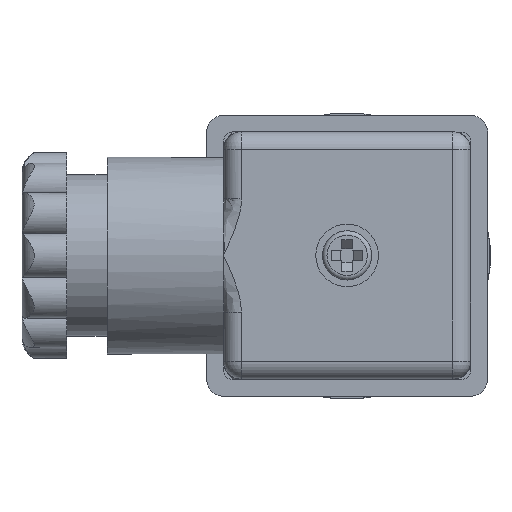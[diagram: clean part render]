
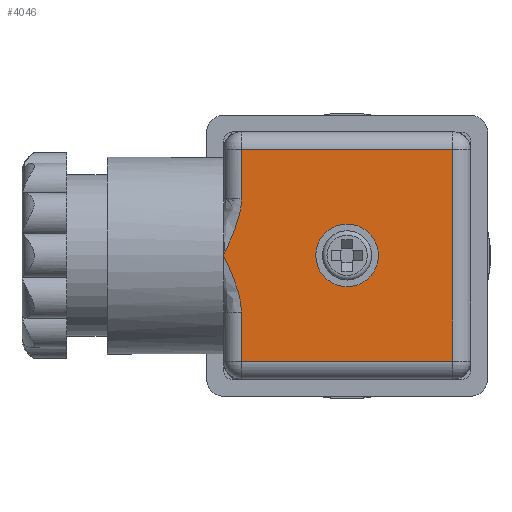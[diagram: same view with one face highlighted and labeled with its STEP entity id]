
A CAD part, top view. The second image highlights one B-rep face of the part: STEP entity #4046.
In plain terms, the highlighted planar face has unit normal (0, 0, 1).
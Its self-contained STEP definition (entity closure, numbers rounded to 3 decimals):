
#178 = EDGE_LOOP ( 'NONE', ( #8376, #8377, #8378, #8379, #8380, #8381, #8382 ) ) ;
#186 = EDGE_LOOP ( 'NONE', ( #8383 ) ) ;
#393 = EDGE_CURVE ( 'NONE', #676, #680, #9118, .T. ) ;
#408 = EDGE_CURVE ( 'NONE', #680, #666, #982, .T. ) ;
#421 = EDGE_CURVE ( 'NONE', #666, #697, #996, .T. ) ;
#423 = EDGE_CURVE ( 'NONE', #697, #660, #1000, .T. ) ;
#429 = EDGE_CURVE ( 'NONE', #660, #607, #995, .T. ) ;
#490 = VERTEX_POINT ( 'NONE', #1726 ) ;
#607 = VERTEX_POINT ( 'NONE', #1842 ) ;
#660 = VERTEX_POINT ( 'NONE', #1895 ) ;
#666 = VERTEX_POINT ( 'NONE', #1901 ) ;
#676 = VERTEX_POINT ( 'NONE', #1911 ) ;
#680 = VERTEX_POINT ( 'NONE', #1915 ) ;
#697 = VERTEX_POINT ( 'NONE', #1932 ) ;
#978 = VECTOR ( 'NONE', #9586, 1000. ) ;
#982 = LINE ( 'NONE', #9581, #978 ) ;
#995 = LINE ( 'NONE', #9666, #1004 ) ;
#996 = LINE ( 'NONE', #9642, #997 ) ;
#997 = VECTOR ( 'NONE', #9643, 1000. ) ;
#1000 = LINE ( 'NONE', #9646, #1001 ) ;
#1001 = VECTOR ( 'NONE', #9647, 1000. ) ;
#1004 = VECTOR ( 'NONE', #9667, 1000. ) ;
#1345 = FACE_BOUND ( 'NONE', #186, .T. ) ;
#1421 = FACE_OUTER_BOUND ( 'NONE', #178, .T. ) ;
#1726 = CARTESIAN_POINT ( 'NONE',  ( -13.8, 0., 76.1 ) ) ;
#1842 = CARTESIAN_POINT ( 'NONE',  ( -11.8, -6.325, 76.1 ) ) ;
#1895 = CARTESIAN_POINT ( 'NONE',  ( -11.8, -11.8, 76.1 ) ) ;
#1901 = CARTESIAN_POINT ( 'NONE',  ( 11.8, 11.8, 76.1 ) ) ;
#1911 = CARTESIAN_POINT ( 'NONE',  ( -11.8, 6.325, 76.1 ) ) ;
#1915 = CARTESIAN_POINT ( 'NONE',  ( -11.8, 11.8, 76.1 ) ) ;
#1932 = CARTESIAN_POINT ( 'NONE',  ( 11.8, -11.8, 76.1 ) ) ;
#3465 = CARTESIAN_POINT ( 'NONE',  ( 0., 0., 76.1 ) ) ;
#3471 = PLANE ( 'NONE',  #7650 ) ;
#3480 = DIRECTION ( 'NONE',  ( 0., 0., 1. ) ) ;
#3481 = DIRECTION ( 'NONE',  ( 0.707, 0.707, 0. ) ) ;
#3853 = B_SPLINE_CURVE_WITH_KNOTS ( 'NONE', 3,
 ( #4206, #4253, #4254, #4255, #4256, #4257, #4258, #4259 ),
 .UNSPECIFIED., .F., .F.,
 ( 4, 1, 1, 2, 4 ),
 ( 1.469, 1.736, 1.869, 2.135, 2.137 ),
 .UNSPECIFIED. ) ;
#3857 = B_SPLINE_CURVE_WITH_KNOTS ( 'NONE', 3,
 ( #4314, #4327, #4328, #4329, #4330, #4331, #4332, #4333, #4334, #4335, #4336, #4337 ),
 .UNSPECIFIED., .F., .F.,
 ( 4, 2, 1, 1, 1, 1, 1, 1, 4 ),
 ( -0.001, 0., 0.067, 0.133, 0.2, 0.266, 0.333, 0.4, 0.666 ),
 .UNSPECIFIED. ) ;
#4046 = ADVANCED_FACE ( 'NONE', ( #1421, #1345 ), #3471, .T. ) ;
#4206 = CARTESIAN_POINT ( 'NONE',  ( -11.8, -6.325, 76.1 ) ) ;
#4253 = CARTESIAN_POINT ( 'NONE',  ( -11.8, -5.436, 76.1 ) ) ;
#4254 = CARTESIAN_POINT ( 'NONE',  ( -12.082, -4.107, 76.1 ) ) ;
#4255 = CARTESIAN_POINT ( 'NONE',  ( -12.842, -2.029, 76.1 ) ) ;
#4256 = CARTESIAN_POINT ( 'NONE',  ( -13.416, -0.815, 76.1 ) ) ;
#4257 = CARTESIAN_POINT ( 'NONE',  ( -13.796, -0.008, 76.1 ) ) ;
#4258 = CARTESIAN_POINT ( 'NONE',  ( -13.798, -0.004, 76.1 ) ) ;
#4259 = CARTESIAN_POINT ( 'NONE',  ( -13.8, 0., 76.1 ) ) ;
#4314 = CARTESIAN_POINT ( 'NONE',  ( -13.8, 0., 76.1 ) ) ;
#4327 = CARTESIAN_POINT ( 'NONE',  ( -13.798, 0.004, 76.1 ) ) ;
#4328 = CARTESIAN_POINT ( 'NONE',  ( -13.796, 0.008, 76.1 ) ) ;
#4329 = CARTESIAN_POINT ( 'NONE',  ( -13.7, 0.213, 76.1 ) ) ;
#4330 = CARTESIAN_POINT ( 'NONE',  ( -13.51, 0.615, 76.1 ) ) ;
#4331 = CARTESIAN_POINT ( 'NONE',  ( -13.23, 1.221, 76.1 ) ) ;
#4332 = CARTESIAN_POINT ( 'NONE',  ( -12.958, 1.831, 76.1 ) ) ;
#4333 = CARTESIAN_POINT ( 'NONE',  ( -12.701, 2.446, 76.1 ) ) ;
#4334 = CARTESIAN_POINT ( 'NONE',  ( -12.462, 3.068, 76.1 ) ) ;
#4335 = CARTESIAN_POINT ( 'NONE',  ( -12.036, 4.327, 76.1 ) ) ;
#4336 = CARTESIAN_POINT ( 'NONE',  ( -11.8, 5.436, 76.1 ) ) ;
#4337 = CARTESIAN_POINT ( 'NONE',  ( -11.8, 6.325, 76.1 ) ) ;
#5024 = CIRCLE ( 'NONE', #7801, 3.5 ) ;
#6759 = CARTESIAN_POINT ( 'NONE',  ( 0., 0., 76.1 ) ) ;
#6765 = DIRECTION ( 'NONE',  ( 0., 0., -1. ) ) ;
#6766 = DIRECTION ( 'NONE',  ( 1., 0., 0. ) ) ;
#7008 = VERTEX_POINT ( 'NONE', #7009 ) ;
#7009 = CARTESIAN_POINT ( 'NONE',  ( 3.5, 0., 76.1 ) ) ;
#7073 = EDGE_CURVE ( 'NONE', #607, #490, #3853, .T. ) ;
#7078 = EDGE_CURVE ( 'NONE', #490, #676, #3857, .T. ) ;
#7236 = EDGE_CURVE ( 'NONE', #7008, #7008, #5024, .T. ) ;
#7650 = AXIS2_PLACEMENT_3D ( 'NONE', #3465, #3480, #3481 ) ;
#7801 = AXIS2_PLACEMENT_3D ( 'NONE', #6759, #6765, #6766 ) ;
#8376 = ORIENTED_EDGE ( 'NONE', *, *, #7073, .F. ) ;
#8377 = ORIENTED_EDGE ( 'NONE', *, *, #429, .F. ) ;
#8378 = ORIENTED_EDGE ( 'NONE', *, *, #423, .F. ) ;
#8379 = ORIENTED_EDGE ( 'NONE', *, *, #421, .F. ) ;
#8380 = ORIENTED_EDGE ( 'NONE', *, *, #408, .F. ) ;
#8381 = ORIENTED_EDGE ( 'NONE', *, *, #393, .F. ) ;
#8382 = ORIENTED_EDGE ( 'NONE', *, *, #7078, .F. ) ;
#8383 = ORIENTED_EDGE ( 'NONE', *, *, #7236, .T. ) ;
#9118 = LINE ( 'NONE', #9462, #9121 ) ;
#9121 = VECTOR ( 'NONE', #9463, 1000. ) ;
#9462 = CARTESIAN_POINT ( 'NONE',  ( -11.8, -6.9, 76.1 ) ) ;
#9463 = DIRECTION ( 'NONE',  ( 0., 1., 0. ) ) ;
#9581 = CARTESIAN_POINT ( 'NONE',  ( -6.9, 11.8, 76.1 ) ) ;
#9586 = DIRECTION ( 'NONE',  ( 1., 0., 0. ) ) ;
#9642 = CARTESIAN_POINT ( 'NONE',  ( 11.8, 6.9, 76.1 ) ) ;
#9643 = DIRECTION ( 'NONE',  ( 0., -1., 0. ) ) ;
#9646 = CARTESIAN_POINT ( 'NONE',  ( 6.9, -11.8, 76.1 ) ) ;
#9647 = DIRECTION ( 'NONE',  ( -1., 0., 0. ) ) ;
#9666 = CARTESIAN_POINT ( 'NONE',  ( -11.8, -6.9, 76.1 ) ) ;
#9667 = DIRECTION ( 'NONE',  ( 0., 1., 0. ) ) ;
